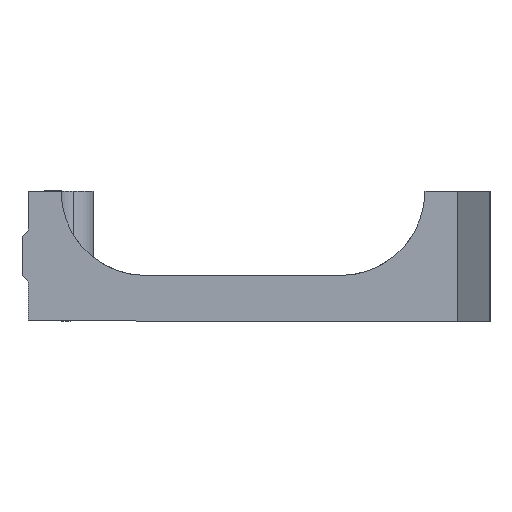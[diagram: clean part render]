
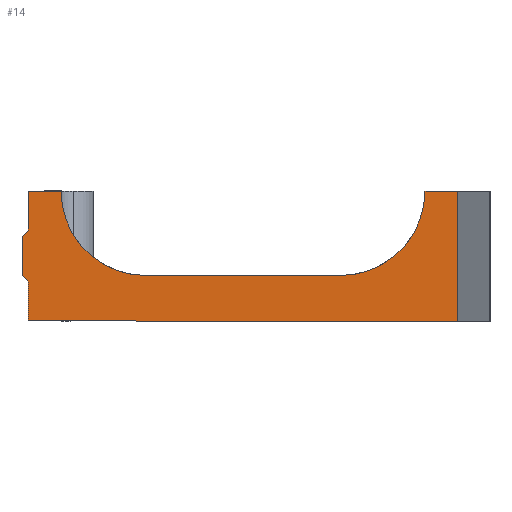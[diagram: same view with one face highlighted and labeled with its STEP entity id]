
A CAD part, left-side view. The second image highlights one B-rep face of the part: STEP entity #14.
In plain terms, the highlighted planar face has unit normal (-1, 0, 0).
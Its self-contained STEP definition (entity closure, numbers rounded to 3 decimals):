
#14 = ADVANCED_FACE ( 'NONE', ( #5098 ), #2495, .T. ) ;
#427 = VERTEX_POINT ( 'NONE', #870 ) ;
#483 = CARTESIAN_POINT ( 'NONE',  ( -107., 0., -6. ) ) ;
#624 = VERTEX_POINT ( 'NONE', #483 ) ;
#714 = CARTESIAN_POINT ( 'NONE',  ( -107., -66., 0. ) ) ;
#759 = LINE ( 'NONE', #714, #5928 ) ;
#830 = AXIS2_PLACEMENT_3D ( 'NONE', #1050, #3823, #3217 ) ;
#870 = CARTESIAN_POINT ( 'NONE',  ( -107., 0., 0. ) ) ;
#1050 = CARTESIAN_POINT ( 'NONE',  ( -107., -18., 0. ) ) ;
#1184 = EDGE_CURVE ( 'NONE', #3895, #624, #3620, .T. ) ;
#1294 = VECTOR ( 'NONE', #2704, 1000. ) ;
#1393 = CIRCLE ( 'NONE', #8215, 13. ) ;
#1483 = VECTOR ( 'NONE', #6205, 1000. ) ;
#1581 = ORIENTED_EDGE ( 'NONE', *, *, #7340, .F. ) ;
#1611 = CARTESIAN_POINT ( 'NONE',  ( -107., -66., 0. ) ) ;
#1638 = ORIENTED_EDGE ( 'NONE', *, *, #5906, .F. ) ;
#1675 = CARTESIAN_POINT ( 'NONE',  ( -107., 0., 0. ) ) ;
#1719 = VECTOR ( 'NONE', #4979, 1000. ) ;
#1820 = VERTEX_POINT ( 'NONE', #4620 ) ;
#1976 = LINE ( 'NONE', #4806, #2341 ) ;
#2146 = ORIENTED_EDGE ( 'NONE', *, *, #3146, .F. ) ;
#2188 = CARTESIAN_POINT ( 'NONE',  ( -107., 0., -6. ) ) ;
#2251 = CARTESIAN_POINT ( 'NONE',  ( -107., 1., -7. ) ) ;
#2279 = DIRECTION ( 'NONE',  ( 0., 0., -1. ) ) ;
#2322 = LINE ( 'NONE', #1675, #6477 ) ;
#2341 = VECTOR ( 'NONE', #4109, 1000. ) ;
#2445 = CARTESIAN_POINT ( 'NONE',  ( -107., 0., 0. ) ) ;
#2471 = EDGE_CURVE ( 'NONE', #1820, #6922, #1393, .T. ) ;
#2495 = PLANE ( 'NONE',  #5535 ) ;
#2704 = DIRECTION ( 'NONE',  ( 0., 1., 0. ) ) ;
#2947 = VERTEX_POINT ( 'NONE', #5244 ) ;
#3063 = CARTESIAN_POINT ( 'NONE',  ( -107., 0., -14. ) ) ;
#3146 = EDGE_CURVE ( 'NONE', #7949, #3895, #5660, .T. ) ;
#3217 = DIRECTION ( 'NONE',  ( 0., 0., -1. ) ) ;
#3431 = CARTESIAN_POINT ( 'NONE',  ( -107., 0., -20. ) ) ;
#3620 = LINE ( 'NONE', #2188, #8927 ) ;
#3823 = DIRECTION ( 'NONE',  ( 1., 0., 0. ) ) ;
#3889 = CARTESIAN_POINT ( 'NONE',  ( -107., -5., 0. ) ) ;
#3895 = VERTEX_POINT ( 'NONE', #2251 ) ;
#3988 = ORIENTED_EDGE ( 'NONE', *, *, #4014, .F. ) ;
#3995 = EDGE_CURVE ( 'NONE', #7417, #5908, #4823, .T. ) ;
#4014 = EDGE_CURVE ( 'NONE', #8366, #7949, #8697, .T. ) ;
#4109 = DIRECTION ( 'NONE',  ( 0., 0., 1. ) ) ;
#4136 = DIRECTION ( 'NONE',  ( 0., -1., 0. ) ) ;
#4178 = CARTESIAN_POINT ( 'NONE',  ( -107., 0., 0. ) ) ;
#4210 = EDGE_CURVE ( 'NONE', #4733, #8366, #4323, .T. ) ;
#4253 = DIRECTION ( 'NONE',  ( 0., 0., 1. ) ) ;
#4323 = LINE ( 'NONE', #5074, #1719 ) ;
#4492 = DIRECTION ( 'NONE',  ( 0., -1., 0. ) ) ;
#4620 = CARTESIAN_POINT ( 'NONE',  ( -107., -61., 0. ) ) ;
#4733 = VERTEX_POINT ( 'NONE', #3431 ) ;
#4797 = CARTESIAN_POINT ( 'NONE',  ( -107., -62., -20. ) ) ;
#4806 = CARTESIAN_POINT ( 'NONE',  ( -107., 0., -6. ) ) ;
#4823 = CIRCLE ( 'NONE', #830, 13. ) ;
#4842 = CARTESIAN_POINT ( 'NONE',  ( -107., -18., -13. ) ) ;
#4979 = DIRECTION ( 'NONE',  ( 0., 0., 1. ) ) ;
#5029 = VERTEX_POINT ( 'NONE', #1611 ) ;
#5040 = ORIENTED_EDGE ( 'NONE', *, *, #3995, .T. ) ;
#5074 = CARTESIAN_POINT ( 'NONE',  ( -107., 0., -20. ) ) ;
#5098 = FACE_OUTER_BOUND ( 'NONE', #7458, .T. ) ;
#5146 = DIRECTION ( 'NONE',  ( -1., 0., 0. ) ) ;
#5243 = EDGE_CURVE ( 'NONE', #6922, #7417, #8285, .T. ) ;
#5244 = CARTESIAN_POINT ( 'NONE',  ( -107., -66., -20. ) ) ;
#5281 = VECTOR ( 'NONE', #8834, 1000. ) ;
#5535 = AXIS2_PLACEMENT_3D ( 'NONE', #2445, #5146, #6680 ) ;
#5660 = LINE ( 'NONE', #8479, #8375 ) ;
#5670 = ORIENTED_EDGE ( 'NONE', *, *, #6831, .F. ) ;
#5681 = CARTESIAN_POINT ( 'NONE',  ( -107., -48., -13. ) ) ;
#5729 = ORIENTED_EDGE ( 'NONE', *, *, #8920, .F. ) ;
#5886 = VECTOR ( 'NONE', #4136, 1000. ) ;
#5904 = DIRECTION ( 'NONE',  ( 0., -0.707, 0.707 ) ) ;
#5906 = EDGE_CURVE ( 'NONE', #427, #5908, #2322, .T. ) ;
#5908 = VERTEX_POINT ( 'NONE', #3889 ) ;
#5928 = VECTOR ( 'NONE', #7084, 1000. ) ;
#6018 = CARTESIAN_POINT ( 'NONE',  ( -107., 1., -13. ) ) ;
#6205 = DIRECTION ( 'NONE',  ( 0., 1., 0. ) ) ;
#6237 = LINE ( 'NONE', #4178, #5886 ) ;
#6477 = VECTOR ( 'NONE', #4492, 1000. ) ;
#6535 = CARTESIAN_POINT ( 'NONE',  ( -107., -18., -13. ) ) ;
#6680 = DIRECTION ( 'NONE',  ( 0., 0., -1. ) ) ;
#6723 = ORIENTED_EDGE ( 'NONE', *, *, #8980, .F. ) ;
#6831 = EDGE_CURVE ( 'NONE', #1820, #5029, #6237, .T. ) ;
#6922 = VERTEX_POINT ( 'NONE', #5681 ) ;
#7084 = DIRECTION ( 'NONE',  ( 0., 0., -1. ) ) ;
#7308 = CARTESIAN_POINT ( 'NONE',  ( -107., 1., -13. ) ) ;
#7340 = EDGE_CURVE ( 'NONE', #624, #427, #1976, .T. ) ;
#7417 = VERTEX_POINT ( 'NONE', #6535 ) ;
#7458 = EDGE_LOOP ( 'NONE', ( #6723, #5670, #7616, #8808, #5040, #1638, #1581, #7574, #2146, #3988, #8681, #5729 ) ) ;
#7574 = ORIENTED_EDGE ( 'NONE', *, *, #1184, .F. ) ;
#7616 = ORIENTED_EDGE ( 'NONE', *, *, #2471, .T. ) ;
#7900 = CARTESIAN_POINT ( 'NONE',  ( -107., -48., 0. ) ) ;
#7949 = VERTEX_POINT ( 'NONE', #7308 ) ;
#8215 = AXIS2_PLACEMENT_3D ( 'NONE', #7900, #8632, #2279 ) ;
#8285 = LINE ( 'NONE', #4842, #1294 ) ;
#8366 = VERTEX_POINT ( 'NONE', #3063 ) ;
#8375 = VECTOR ( 'NONE', #4253, 1000. ) ;
#8479 = CARTESIAN_POINT ( 'NONE',  ( -107., 1., -7. ) ) ;
#8632 = DIRECTION ( 'NONE',  ( 1., 0., 0. ) ) ;
#8681 = ORIENTED_EDGE ( 'NONE', *, *, #4210, .F. ) ;
#8697 = LINE ( 'NONE', #6018, #5281 ) ;
#8808 = ORIENTED_EDGE ( 'NONE', *, *, #5243, .T. ) ;
#8834 = DIRECTION ( 'NONE',  ( 0., 0.707, 0.707 ) ) ;
#8920 = EDGE_CURVE ( 'NONE', #2947, #4733, #9109, .T. ) ;
#8927 = VECTOR ( 'NONE', #5904, 1000. ) ;
#8980 = EDGE_CURVE ( 'NONE', #5029, #2947, #759, .T. ) ;
#9109 = LINE ( 'NONE', #4797, #1483 ) ;
